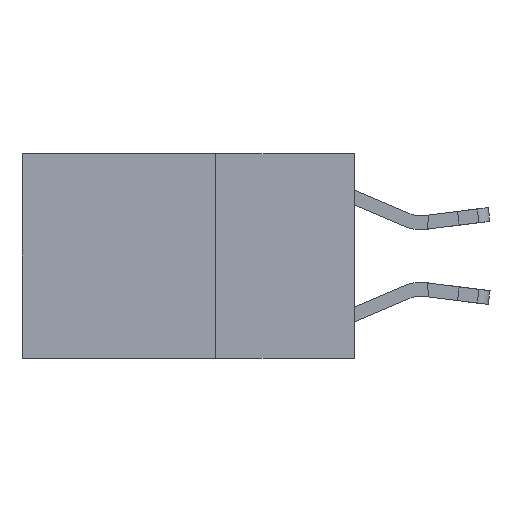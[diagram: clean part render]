
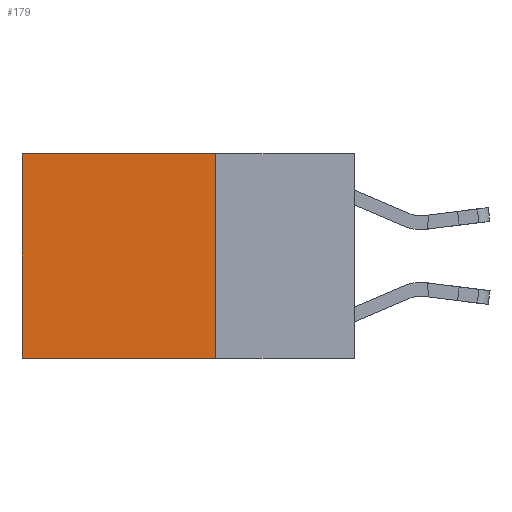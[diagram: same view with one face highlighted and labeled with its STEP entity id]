
A CAD part, left-side view. The second image highlights one B-rep face of the part: STEP entity #179.
In plain terms, the highlighted planar face has unit normal (-1, 0, 0).
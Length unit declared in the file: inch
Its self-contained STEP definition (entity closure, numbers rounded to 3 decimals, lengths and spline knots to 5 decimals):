
#108 = VECTOR ( 'NONE', #6321, 39.37008 ) ;
#179 = ADVANCED_FACE ( 'NONE', ( #6482 ), #8782, .F. ) ;
#254 = CARTESIAN_POINT ( 'NONE',  ( 0.2625, 0.25, 0. ) ) ;
#468 = LINE ( 'NONE', #3169, #2267 ) ;
#553 = ORIENTED_EDGE ( 'NONE', *, *, #10915, .T. ) ;
#702 = VECTOR ( 'NONE', #6359, 39.37008 ) ;
#808 = VECTOR ( 'NONE', #3205, 39.37008 ) ;
#1994 = EDGE_CURVE ( 'NONE', #11569, #12084, #5959, .T. ) ;
#2267 = VECTOR ( 'NONE', #5127, 39.37008 ) ;
#2285 = ORIENTED_EDGE ( 'NONE', *, *, #9339, .F. ) ;
#2357 = CARTESIAN_POINT ( 'NONE',  ( 0.2625, 0.6, 0. ) ) ;
#3115 = EDGE_CURVE ( 'NONE', #8276, #12084, #468, .T. ) ;
#3169 = CARTESIAN_POINT ( 'NONE',  ( 0.2625, 0.25, -0.37 ) ) ;
#3205 = DIRECTION ( 'NONE',  ( 0., 1., 0. ) ) ;
#3320 = CARTESIAN_POINT ( 'NONE',  ( 0.2625, 0.25, 0. ) ) ;
#3955 = ORIENTED_EDGE ( 'NONE', *, *, #1994, .T. ) ;
#3987 = CARTESIAN_POINT ( 'NONE',  ( 0.2625, 0.25, 0. ) ) ;
#4361 = EDGE_LOOP ( 'NONE', ( #3955, #9588, #2285, #553 ) ) ;
#4871 = LINE ( 'NONE', #11138, #108 ) ;
#5127 = DIRECTION ( 'NONE',  ( 0., 1., 0. ) ) ;
#5959 = LINE ( 'NONE', #8347, #702 ) ;
#6004 = DIRECTION ( 'NONE',  ( 1., 0., 0. ) ) ;
#6321 = DIRECTION ( 'NONE',  ( 0., 0., -1. ) ) ;
#6359 = DIRECTION ( 'NONE',  ( 0., 0., -1. ) ) ;
#6482 = FACE_OUTER_BOUND ( 'NONE', #4361, .T. ) ;
#7403 = CARTESIAN_POINT ( 'NONE',  ( 0.2625, 0.6, -0.37 ) ) ;
#7780 = CARTESIAN_POINT ( 'NONE',  ( 0.2625, 0.25, -0.37 ) ) ;
#8276 = VERTEX_POINT ( 'NONE', #7780 ) ;
#8347 = CARTESIAN_POINT ( 'NONE',  ( 0.2625, 0.6, 0. ) ) ;
#8782 = PLANE ( 'NONE',  #10631 ) ;
#9339 = EDGE_CURVE ( 'NONE', #11122, #8276, #4871, .T. ) ;
#9588 = ORIENTED_EDGE ( 'NONE', *, *, #3115, .F. ) ;
#10631 = AXIS2_PLACEMENT_3D ( 'NONE', #3987, #6004, #10899 ) ;
#10899 = DIRECTION ( 'NONE',  ( 0., 0., -1. ) ) ;
#10915 = EDGE_CURVE ( 'NONE', #11122, #11569, #11902, .T. ) ;
#11122 = VERTEX_POINT ( 'NONE', #3320 ) ;
#11138 = CARTESIAN_POINT ( 'NONE',  ( 0.2625, 0.25, 0. ) ) ;
#11569 = VERTEX_POINT ( 'NONE', #2357 ) ;
#11902 = LINE ( 'NONE', #254, #808 ) ;
#12084 = VERTEX_POINT ( 'NONE', #7403 ) ;
